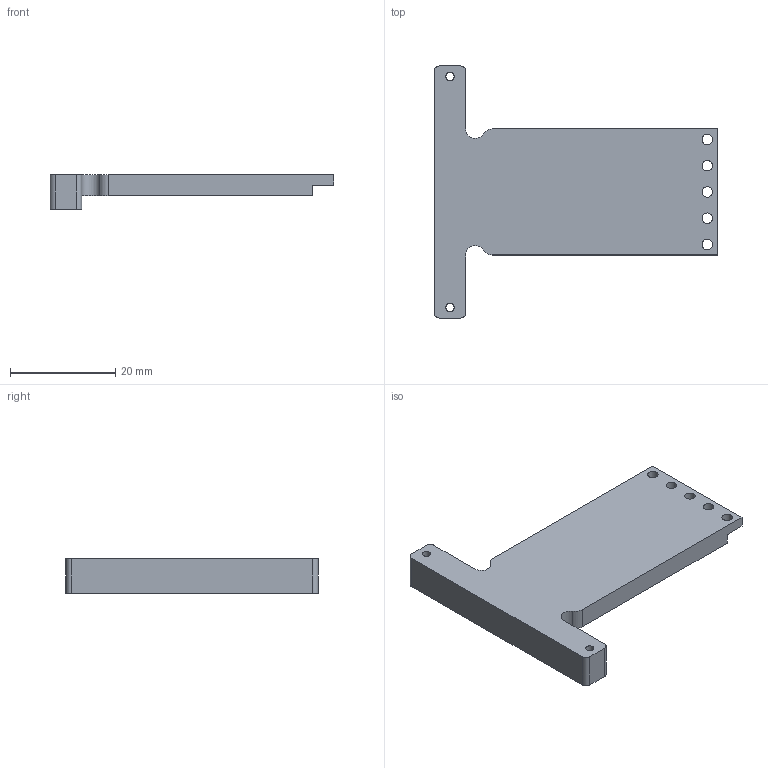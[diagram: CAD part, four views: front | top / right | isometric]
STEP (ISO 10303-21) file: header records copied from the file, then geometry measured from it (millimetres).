
FILE_DESCRIPTION(/* description */ (''),/* implementation_level */ '2;1');
FILE_NAME(/* name */ '32_Kicker Chip.ipt.step',/* time_stamp */ '2020-01-21T16:40:58+01:00',/* author */ ('rYan'),/* organization */ (''),/* preprocessor_version */ 'ST-DEVELOPER v17.2',/* originating_system */ 'Autodesk Inventor 2019',/* authorisation */ '');
FILE_SCHEMA (('AUTOMOTIVE_DESIGN { 1 0 10303 214 3 1 1 }'));
Length unit declared in the file: millimetre
Products named in the file (1): Kicker Chip
Bounding box: 54 x 48 x 6.6 mm (x, y, z)
Volume: 6211.1 mm3; surface area: 4028.2 mm2
Topology: 1 solids, 1 shells, 27 faces, 82 edges, 57 vertices
Faces by surface type: cylinder 15, plane 12
Full cylindrical faces by diameter (mm): 1.567 x2, 2 x5
Entity records: 1012 total; most frequent: DIRECTION 175, CARTESIAN_POINT 167, ORIENTED_EDGE 164, EDGE_CURVE 82, AXIS2_PLACEMENT_3D 65, VERTEX_POINT 57, LINE 45, VECTOR 45
